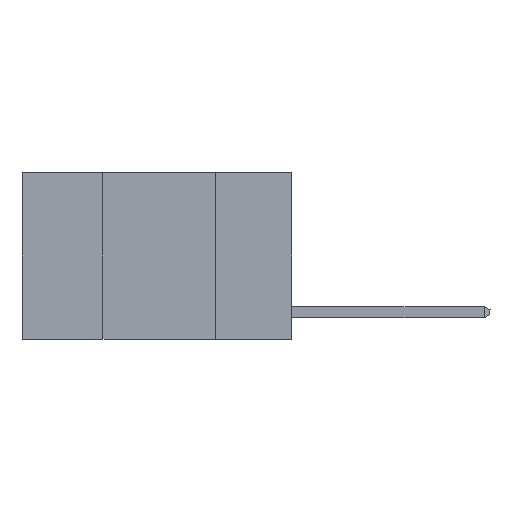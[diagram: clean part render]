
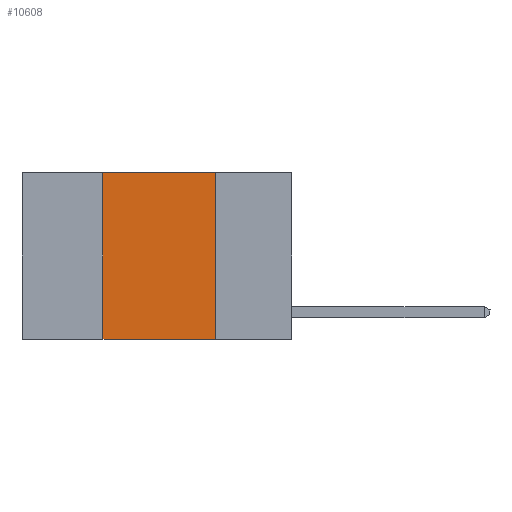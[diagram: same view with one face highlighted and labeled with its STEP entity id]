
A CAD part, left-side view. The second image highlights one B-rep face of the part: STEP entity #10608.
In plain terms, the highlighted planar face has unit normal (-1, 0, 0).
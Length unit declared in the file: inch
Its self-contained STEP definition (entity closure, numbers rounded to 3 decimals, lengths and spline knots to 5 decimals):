
#133 = ORIENTED_EDGE ( 'NONE', *, *, #9113, .F. ) ;
#783 = CARTESIAN_POINT ( 'NONE',  ( 0., 0.42, 0. ) ) ;
#1519 = LINE ( 'NONE', #6181, #13713 ) ;
#2198 = VERTEX_POINT ( 'NONE', #4307 ) ;
#2384 = VECTOR ( 'NONE', #11306, 39.37008 ) ;
#3007 = CARTESIAN_POINT ( 'NONE',  ( 0., 0.17, 0. ) ) ;
#3084 = CARTESIAN_POINT ( 'NONE',  ( 0., 0.6, 0. ) ) ;
#3174 = EDGE_LOOP ( 'NONE', ( #5561, #15170, #133, #3450 ) ) ;
#3450 = ORIENTED_EDGE ( 'NONE', *, *, #5042, .T. ) ;
#4208 = VERTEX_POINT ( 'NONE', #4424 ) ;
#4307 = CARTESIAN_POINT ( 'NONE',  ( 0., 0.17, -0.37 ) ) ;
#4370 = DIRECTION ( 'NONE',  ( 0., -1., 0. ) ) ;
#4424 = CARTESIAN_POINT ( 'NONE',  ( 0., 0.42, -0.37 ) ) ;
#5042 = EDGE_CURVE ( 'NONE', #4208, #2198, #1519, .T. ) ;
#5197 = LINE ( 'NONE', #3084, #14486 ) ;
#5561 = ORIENTED_EDGE ( 'NONE', *, *, #11562, .F. ) ;
#5861 = DIRECTION ( 'NONE',  ( 1., 0., 0. ) ) ;
#6181 = CARTESIAN_POINT ( 'NONE',  ( 0., 0.6, -0.37 ) ) ;
#7170 = VERTEX_POINT ( 'NONE', #15047 ) ;
#7399 = DIRECTION ( 'NONE',  ( 0., -1., 0. ) ) ;
#8607 = VECTOR ( 'NONE', #15112, 39.37008 ) ;
#9113 = EDGE_CURVE ( 'NONE', #4208, #14327, #12504, .T. ) ;
#9387 = FACE_OUTER_BOUND ( 'NONE', #3174, .T. ) ;
#10608 = ADVANCED_FACE ( 'NONE', ( #9387 ), #11904, .F. ) ;
#10893 = EDGE_CURVE ( 'NONE', #14327, #7170, #5197, .T. ) ;
#11306 = DIRECTION ( 'NONE',  ( 0., 0., 1. ) ) ;
#11360 = CARTESIAN_POINT ( 'NONE',  ( 0., 0.42, 0. ) ) ;
#11562 = EDGE_CURVE ( 'NONE', #7170, #2198, #11840, .T. ) ;
#11778 = AXIS2_PLACEMENT_3D ( 'NONE', #13131, #5861, #14313 ) ;
#11840 = LINE ( 'NONE', #3007, #8607 ) ;
#11904 = PLANE ( 'NONE',  #11778 ) ;
#12504 = LINE ( 'NONE', #11360, #2384 ) ;
#13131 = CARTESIAN_POINT ( 'NONE',  ( 0., 0.6, 0. ) ) ;
#13713 = VECTOR ( 'NONE', #7399, 39.37008 ) ;
#14313 = DIRECTION ( 'NONE',  ( 0., 0., -1. ) ) ;
#14327 = VERTEX_POINT ( 'NONE', #783 ) ;
#14486 = VECTOR ( 'NONE', #4370, 39.37008 ) ;
#15047 = CARTESIAN_POINT ( 'NONE',  ( 0., 0.17, 0. ) ) ;
#15112 = DIRECTION ( 'NONE',  ( 0., 0., -1. ) ) ;
#15170 = ORIENTED_EDGE ( 'NONE', *, *, #10893, .F. ) ;
